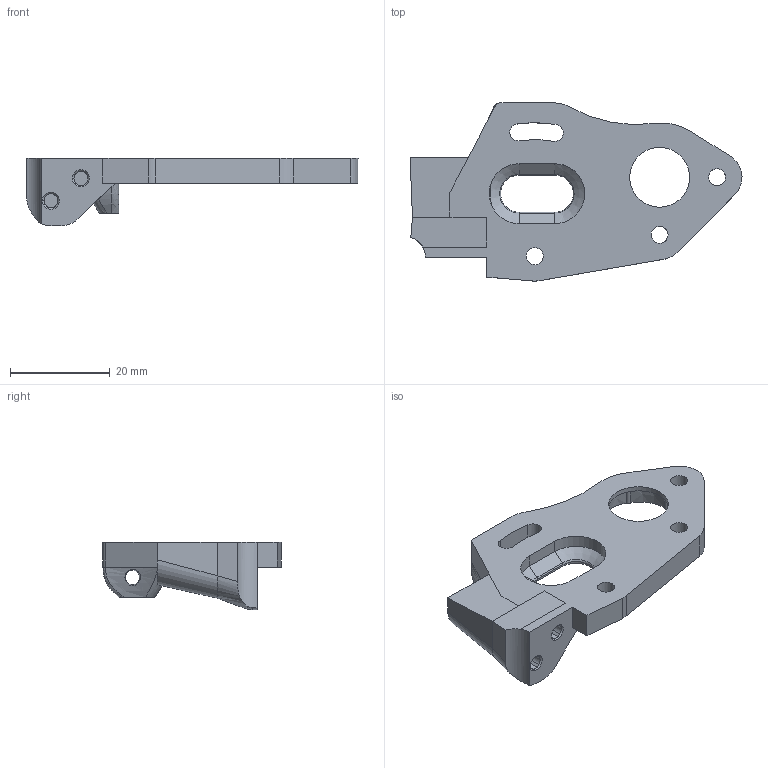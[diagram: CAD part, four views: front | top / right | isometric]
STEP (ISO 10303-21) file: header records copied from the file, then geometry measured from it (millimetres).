
FILE_DESCRIPTION(('FreeCAD Model'),'2;1');
FILE_NAME('Open CASCADE Shape Model','2023-06-17T21:27:10',(''),(''), 'Open CASCADE STEP processor 7.6','FreeCAD','Unknown');
FILE_SCHEMA(('AUTOMOTIVE_DESIGN { 1 0 10303 214 1 1 1 1 }'));
Length unit declared in the file: millimetre
Products named in the file (1): Pocket053032582
Bounding box: 66.5 x 35.68 x 13.5 mm (x, y, z)
Volume: 7813.7 mm3; surface area: 5160.1 mm2
Topology: 1 solids, 1 shells, 124 faces, 335 edges, 217 vertices
Faces by surface type: bspline 41, cylinder 34, plane 34, cone 13, torus 2
Full cylindrical faces by diameter (mm): 3.4 x3, 12 x1
Entity records: 11700 total; most frequent: CARTESIAN_POINT 5553, DIRECTION 963, ORIENTED_EDGE 670, PCURVE 670, DEFINITIONAL_REPRESENTATION 670, LINE 506, VECTOR 506, EDGE_CURVE 335
